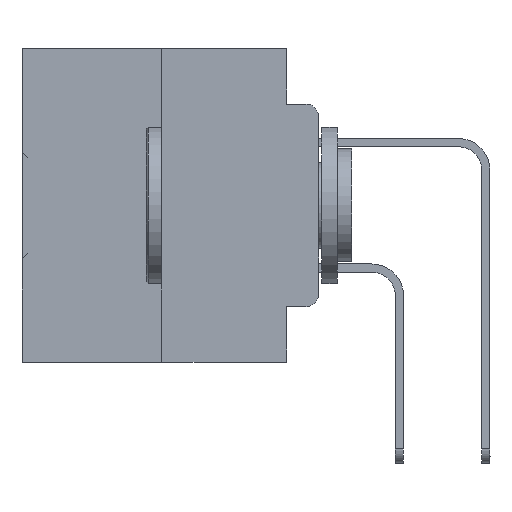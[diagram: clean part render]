
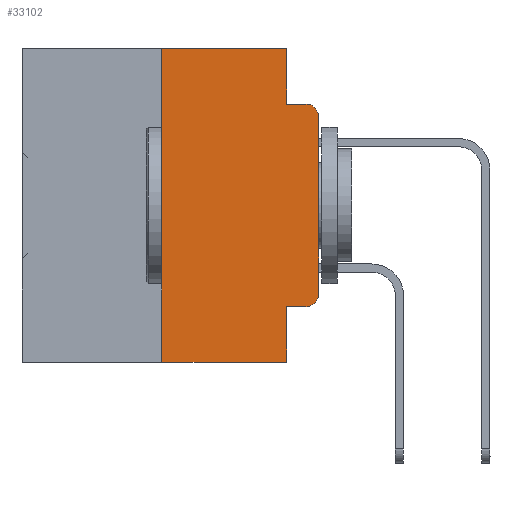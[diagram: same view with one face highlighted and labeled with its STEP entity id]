
A CAD part, left-side view. The second image highlights one B-rep face of the part: STEP entity #33102.
In plain terms, the highlighted planar face has unit normal (-1, 0, 0).
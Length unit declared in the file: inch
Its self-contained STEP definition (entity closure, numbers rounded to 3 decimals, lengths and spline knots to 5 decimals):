
#924 = LINE ( 'NONE', #31442, #14046 ) ;
#995 = VERTEX_POINT ( 'NONE', #25573 ) ;
#1162 = DIRECTION ( 'NONE',  ( 0., -1., 0. ) ) ;
#1545 = DIRECTION ( 'NONE',  ( 0., 0., 1. ) ) ;
#1777 = EDGE_CURVE ( 'NONE', #32250, #3986, #37597, .T. ) ;
#1912 = VERTEX_POINT ( 'NONE', #14751 ) ;
#3851 = DIRECTION ( 'NONE',  ( 0., 0., -1. ) ) ;
#3863 = VECTOR ( 'NONE', #20154, 39.37008 ) ;
#3986 = VERTEX_POINT ( 'NONE', #28761 ) ;
#4093 = CARTESIAN_POINT ( 'NONE',  ( 0., 0., -0.3915 ) ) ;
#5980 = DIRECTION ( 'NONE',  ( 1., 0., 0. ) ) ;
#7061 = LINE ( 'NONE', #13558, #17217 ) ;
#7478 = DIRECTION ( 'NONE',  ( -1., 0., 0. ) ) ;
#7595 = CIRCLE ( 'NONE', #20244, 0.02 ) ;
#7653 = ORIENTED_EDGE ( 'NONE', *, *, #9381, .F. ) ;
#8238 = VECTOR ( 'NONE', #1162, 39.37008 ) ;
#8704 = CARTESIAN_POINT ( 'NONE',  ( 0., 0.25, 0. ) ) ;
#9090 = CARTESIAN_POINT ( 'NONE',  ( 0., 0.02, -0.0885 ) ) ;
#9381 = EDGE_CURVE ( 'NONE', #15510, #995, #35769, .T. ) ;
#9418 = ORIENTED_EDGE ( 'NONE', *, *, #1777, .T. ) ;
#9513 = CARTESIAN_POINT ( 'NONE',  ( 0., 0.25, 0. ) ) ;
#9807 = CARTESIAN_POINT ( 'NONE',  ( 0., 0.051, -0.5 ) ) ;
#10635 = CARTESIAN_POINT ( 'NONE',  ( 0., 0., 0. ) ) ;
#10939 = VECTOR ( 'NONE', #14719, 39.37008 ) ;
#11258 = VECTOR ( 'NONE', #33511, 39.37008 ) ;
#12021 = CIRCLE ( 'NONE', #29765, 0.02 ) ;
#13558 = CARTESIAN_POINT ( 'NONE',  ( 0., 0.051, 0. ) ) ;
#13930 = ORIENTED_EDGE ( 'NONE', *, *, #17144, .T. ) ;
#14046 = VECTOR ( 'NONE', #25103, 39.37008 ) ;
#14719 = DIRECTION ( 'NONE',  ( 0., -1., 0. ) ) ;
#14751 = CARTESIAN_POINT ( 'NONE',  ( 0., 0.02, -0.4115 ) ) ;
#15510 = VERTEX_POINT ( 'NONE', #8704 ) ;
#15884 = EDGE_LOOP ( 'NONE', ( #9418, #35625, #18924, #34780, #7653, #25605, #13930, #19179, #23024, #30243 ) ) ;
#16474 = CARTESIAN_POINT ( 'NONE',  ( 0., 0.25, -0.5 ) ) ;
#17144 = EDGE_CURVE ( 'NONE', #30340, #23208, #31484, .T. ) ;
#17217 = VECTOR ( 'NONE', #31045, 39.37008 ) ;
#17284 = VECTOR ( 'NONE', #36547, 39.37008 ) ;
#17615 = VERTEX_POINT ( 'NONE', #22119 ) ;
#18427 = DIRECTION ( 'NONE',  ( 0., 0., -1. ) ) ;
#18924 = ORIENTED_EDGE ( 'NONE', *, *, #35727, .F. ) ;
#19179 = ORIENTED_EDGE ( 'NONE', *, *, #33740, .F. ) ;
#19546 = DIRECTION ( 'NONE',  ( 0., 0., -1. ) ) ;
#20154 = DIRECTION ( 'NONE',  ( 0., 0., -1. ) ) ;
#20244 = AXIS2_PLACEMENT_3D ( 'NONE', #24457, #21867, #3851 ) ;
#21867 = DIRECTION ( 'NONE',  ( -1., 0., 0. ) ) ;
#22119 = CARTESIAN_POINT ( 'NONE',  ( 0., 0.051, -0.4115 ) ) ;
#22142 = CARTESIAN_POINT ( 'NONE',  ( 0., 0.02, -0.1085 ) ) ;
#23024 = ORIENTED_EDGE ( 'NONE', *, *, #35386, .T. ) ;
#23208 = VERTEX_POINT ( 'NONE', #9807 ) ;
#24262 = LINE ( 'NONE', #32801, #10939 ) ;
#24412 = CARTESIAN_POINT ( 'NONE',  ( 0., 0.473, 0. ) ) ;
#24457 = CARTESIAN_POINT ( 'NONE',  ( 0., 0.02, -0.3915 ) ) ;
#24631 = CARTESIAN_POINT ( 'NONE',  ( 0., 0.051, -0.0885 ) ) ;
#25103 = DIRECTION ( 'NONE',  ( 0., -1., 0. ) ) ;
#25573 = CARTESIAN_POINT ( 'NONE',  ( 0., 0.051, 0. ) ) ;
#25605 = ORIENTED_EDGE ( 'NONE', *, *, #26911, .F. ) ;
#25732 = CARTESIAN_POINT ( 'NONE',  ( 0., 0.473, -0.5 ) ) ;
#26911 = EDGE_CURVE ( 'NONE', #30340, #15510, #36468, .T. ) ;
#27062 = CARTESIAN_POINT ( 'NONE',  ( 0., 0.473, 0. ) ) ;
#27867 = AXIS2_PLACEMENT_3D ( 'NONE', #24412, #5980, #18427 ) ;
#28761 = CARTESIAN_POINT ( 'NONE',  ( 0., 0., -0.1085 ) ) ;
#29487 = EDGE_CURVE ( 'NONE', #3986, #34836, #12021, .T. ) ;
#29765 = AXIS2_PLACEMENT_3D ( 'NONE', #22142, #7478, #19546 ) ;
#30243 = ORIENTED_EDGE ( 'NONE', *, *, #32670, .T. ) ;
#30263 = VERTEX_POINT ( 'NONE', #24631 ) ;
#30340 = VERTEX_POINT ( 'NONE', #16474 ) ;
#30413 = VECTOR ( 'NONE', #1545, 39.37008 ) ;
#30755 = FACE_OUTER_BOUND ( 'NONE', #15884, .T. ) ;
#31045 = DIRECTION ( 'NONE',  ( 0., 0., -1. ) ) ;
#31442 = CARTESIAN_POINT ( 'NONE',  ( 0., 0.051, -0.4115 ) ) ;
#31484 = LINE ( 'NONE', #25732, #8238 ) ;
#32065 = CARTESIAN_POINT ( 'NONE',  ( 0., 0.051, 0. ) ) ;
#32250 = VERTEX_POINT ( 'NONE', #4093 ) ;
#32670 = EDGE_CURVE ( 'NONE', #1912, #32250, #7595, .T. ) ;
#32801 = CARTESIAN_POINT ( 'NONE',  ( 0., 0.051, -0.0885 ) ) ;
#33102 = ADVANCED_FACE ( 'NONE', ( #30755 ), #36091, .F. ) ;
#33511 = DIRECTION ( 'NONE',  ( 0., 0., 1. ) ) ;
#33740 = EDGE_CURVE ( 'NONE', #17615, #23208, #38001, .T. ) ;
#34780 = ORIENTED_EDGE ( 'NONE', *, *, #35421, .F. ) ;
#34836 = VERTEX_POINT ( 'NONE', #9090 ) ;
#35386 = EDGE_CURVE ( 'NONE', #17615, #1912, #924, .T. ) ;
#35421 = EDGE_CURVE ( 'NONE', #995, #30263, #7061, .T. ) ;
#35625 = ORIENTED_EDGE ( 'NONE', *, *, #29487, .T. ) ;
#35727 = EDGE_CURVE ( 'NONE', #30263, #34836, #24262, .T. ) ;
#35769 = LINE ( 'NONE', #27062, #17284 ) ;
#36091 = PLANE ( 'NONE',  #27867 ) ;
#36468 = LINE ( 'NONE', #9513, #11258 ) ;
#36547 = DIRECTION ( 'NONE',  ( 0., -1., 0. ) ) ;
#37597 = LINE ( 'NONE', #10635, #30413 ) ;
#38001 = LINE ( 'NONE', #32065, #3863 ) ;
